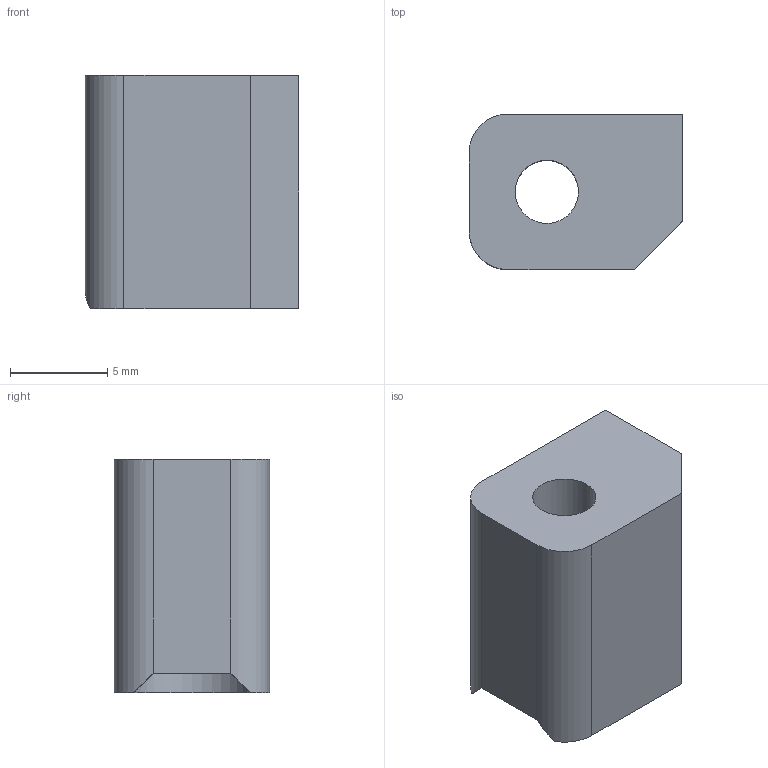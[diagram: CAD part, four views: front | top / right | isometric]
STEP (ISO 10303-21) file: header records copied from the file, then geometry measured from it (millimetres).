
FILE_DESCRIPTION(/* description */ (''),/* implementation_level */ '2;1');
FILE_NAME(/* name */ '1-All_Belt_Clamps_V2_Clamp_4.step',/* time_stamp */ '2019-04-09T14:17:17+02:00',/* author */ ('edidos'),/* organization */ (''),/* preprocessor_version */ 'ST-DEVELOPER v18',/* originating_system */ 'Autodesk Translation Framework v8.2.0.1029',/* authorisation */ '');
FILE_SCHEMA (('AUTOMOTIVE_DESIGN { 1 0 10303 214 3 1 1 }'));
Length unit declared in the file: millimetre
Products named in the file (1): 1-All_Belt_Clamp v2 Clamp 3
Bounding box: 11 x 8 x 12 mm (x, y, z)
Volume: 753.2 mm3; surface area: 870.6 mm2
Topology: 1 solids, 1 shells, 47 faces, 134 edges, 88 vertices
Faces by surface type: cylinder 24, plane 22, cone 1
Full cylindrical faces by diameter (mm): 1.5 x2, 3.25 x1, 5 x1, 6 x1
Entity records: 1728 total; most frequent: CARTESIAN_POINT 418, DIRECTION 276, ORIENTED_EDGE 268, EDGE_CURVE 134, AXIS2_PLACEMENT_3D 101, VERTEX_POINT 88, LINE 74, VECTOR 74
